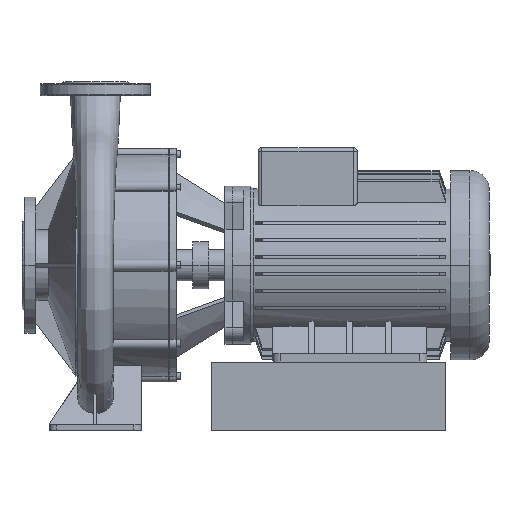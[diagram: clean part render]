
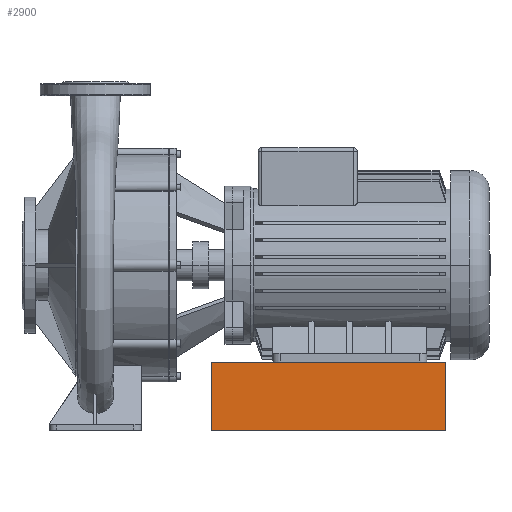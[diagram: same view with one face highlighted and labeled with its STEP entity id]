
A CAD part, front view. The second image highlights one B-rep face of the part: STEP entity #2900.
In plain terms, the highlighted free-form (B-spline) face has degree [1, 1] with [2, 2] control points.
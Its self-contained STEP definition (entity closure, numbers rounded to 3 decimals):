
#2782=CARTESIAN_POINT('',(477.5,-130.,93.0));
#2783=VERTEX_POINT('',#2782);
#2792=CARTESIAN_POINT('',(477.5,-130.,0.0));
#2793=VERTEX_POINT('',#2792);
#2794=CARTESIAN_POINT('',(477.5,-130.,0.0));
#2795=DIRECTION('',(0.0,0.0,1.0));
#2796=VECTOR('',#2795,93.0);
#2797=LINE('',#2794,#2796);
#2798=EDGE_CURVE('',#2793,#2783,#2797,.T.);
#2853=CARTESIAN_POINT('',(157.5,-130.0,93.0));
#2854=VERTEX_POINT('',#2853);
#2862=CARTESIAN_POINT('',(157.5,-130.0,0.0));
#2863=VERTEX_POINT('',#2862);
#2870=CARTESIAN_POINT('',(157.5,-130.0,0.0));
#2871=DIRECTION('',(0.0,0.0,1.0));
#2872=VECTOR('',#2871,93.0);
#2873=LINE('',#2870,#2872);
#2874=EDGE_CURVE('',#2863,#2854,#2873,.T.);
#2879=CARTESIAN_POINT('',(477.5,-130.,0.0));
#2880=CARTESIAN_POINT('',(477.5,-130.,93.0));
#2881=CARTESIAN_POINT('',(157.5,-130.0,0.0));
#2882=CARTESIAN_POINT('',(157.5,-130.,93.0));
#2883=B_SPLINE_SURFACE_WITH_KNOTS('',1,1,((#2879,#2881),(#2880,#2882)),.UNSPECIFIED.,.F.,.F.,.U.,(2,2),(2,2),(0.0,93.0),(0.0,320.0),.UNSPECIFIED.);
#2884=CARTESIAN_POINT('',(157.5,-130.0,93.0));
#2885=DIRECTION('',(1.0,0.0,0.0));
#2886=VECTOR('',#2885,320.0);
#2887=LINE('',#2884,#2886);
#2888=EDGE_CURVE('',#2854,#2783,#2887,.T.);
#2889=ORIENTED_EDGE('',*,*,#2888,.F.);
#2890=ORIENTED_EDGE('',*,*,#2874,.F.);
#2891=CARTESIAN_POINT('',(157.5,-130.0,0.0));
#2892=DIRECTION('',(1.0,0.0,0.0));
#2893=VECTOR('',#2892,320.0);
#2894=LINE('',#2891,#2893);
#2895=EDGE_CURVE('',#2863,#2793,#2894,.T.);
#2896=ORIENTED_EDGE('',*,*,#2895,.T.);
#2897=ORIENTED_EDGE('',*,*,#2798,.T.);
#2898=EDGE_LOOP('',(#2889,#2890,#2896,#2897));
#2899=FACE_OUTER_BOUND('',#2898,.T.);
#2900=ADVANCED_FACE('',(#2899),#2883,.T.);
